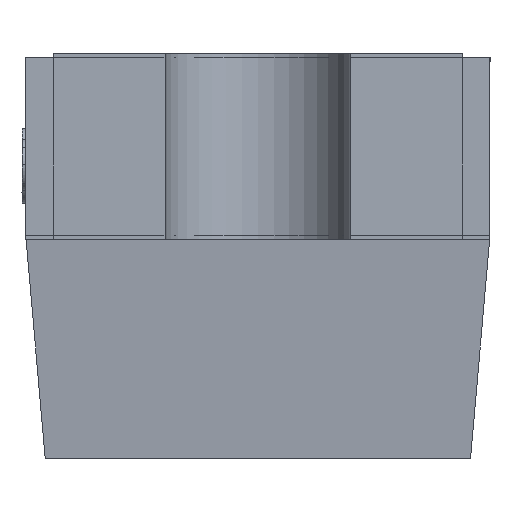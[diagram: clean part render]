
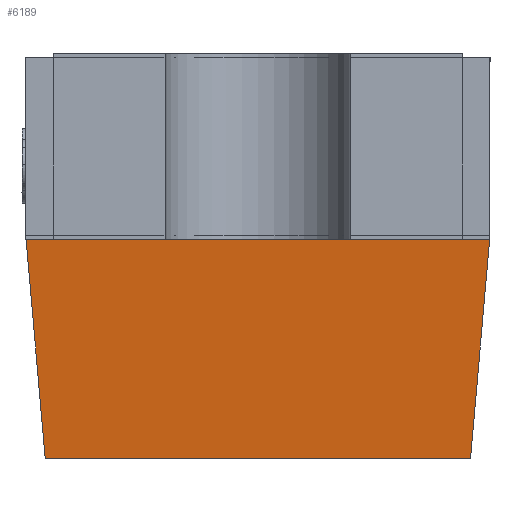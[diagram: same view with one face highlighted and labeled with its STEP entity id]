
A CAD part, left-side view. The second image highlights one B-rep face of the part: STEP entity #6189.
In plain terms, the highlighted planar face has unit normal (-0.996, 0, -0.087).
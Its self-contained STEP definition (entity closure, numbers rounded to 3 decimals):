
#423=FACE_OUTER_BOUND('',#759,.T.);
#759=EDGE_LOOP('',(#4017,#4018,#4019,#4020));
#1152=LINE('',#8258,#1810);
#1154=LINE('',#8262,#1812);
#1155=LINE('',#8264,#1813);
#1156=LINE('',#8265,#1814);
#1810=VECTOR('',#6959,1000.);
#1812=VECTOR('',#6963,1000.);
#1813=VECTOR('',#6964,1000.);
#1814=VECTOR('',#6965,1000.);
#2451=VERTEX_POINT('',#8255);
#2452=VERTEX_POINT('',#8257);
#2453=VERTEX_POINT('',#8261);
#2454=VERTEX_POINT('',#8263);
#3064=EDGE_CURVE('',#2452,#2451,#1152,.T.);
#3066=EDGE_CURVE('',#2451,#2453,#1154,.T.);
#3067=EDGE_CURVE('',#2454,#2453,#1155,.T.);
#3068=EDGE_CURVE('',#2452,#2454,#1156,.T.);
#4017=ORIENTED_EDGE('',*,*,#3066,.T.);
#4018=ORIENTED_EDGE('',*,*,#3067,.F.);
#4019=ORIENTED_EDGE('',*,*,#3068,.F.);
#4020=ORIENTED_EDGE('',*,*,#3064,.T.);
#5697=PLANE('',#6548);
#6189=ADVANCED_FACE('',(#423),#5697,.T.);
#6548=AXIS2_PLACEMENT_3D('',#8260,#6961,#6962);
#6959=DIRECTION('',(-0.087,-0.087,0.992));
#6961=DIRECTION('center_axis',(-0.996,0.,
-0.087));
#6962=DIRECTION('ref_axis',(0.087,0.,-0.996));
#6963=DIRECTION('',(0.,1.,0.));
#6964=DIRECTION('',(-0.087,0.087,0.992));
#6965=DIRECTION('',(0.,1.,0.));
#8255=CARTESIAN_POINT('',(-0.7,-0.606,0.345));
#8257=CARTESIAN_POINT('',(-0.648,-0.554,-0.255));
#8258=CARTESIAN_POINT('',(-0.7,-0.606,0.345));
#8260=CARTESIAN_POINT('Origin',(-0.7,-0.606,0.345));
#8261=CARTESIAN_POINT('',(-0.7,0.644,0.345));
#8262=CARTESIAN_POINT('',(-0.7,-0.606,0.345));
#8263=CARTESIAN_POINT('',(-0.648,0.591,-0.255));
#8264=CARTESIAN_POINT('',(-0.7,0.644,0.345));
#8265=CARTESIAN_POINT('',(-0.648,-0.606,-0.255));
